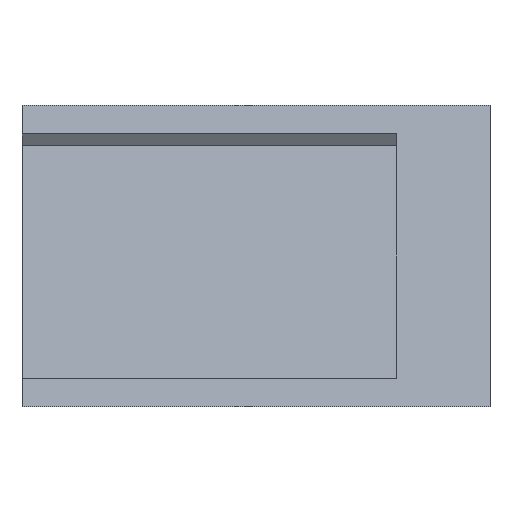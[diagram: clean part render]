
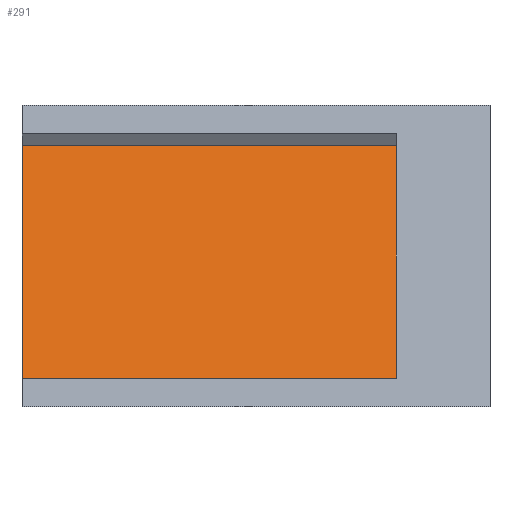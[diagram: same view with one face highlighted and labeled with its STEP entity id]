
A CAD part, front view. The second image highlights one B-rep face of the part: STEP entity #291.
In plain terms, the highlighted planar face has unit normal (0, -0.966, 0.259).
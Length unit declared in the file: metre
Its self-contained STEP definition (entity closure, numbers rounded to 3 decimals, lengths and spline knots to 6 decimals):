
#64=ORIENTED_EDGE('',*,*,#118,.F.);
#65=ORIENTED_EDGE('',*,*,#115,.F.);
#66=ORIENTED_EDGE('',*,*,#119,.T.);
#67=ORIENTED_EDGE('',*,*,#93,.F.);
#93=EDGE_CURVE('',#131,#132,#157,.T.);
#115=EDGE_CURVE('',#148,#149,#178,.T.);
#118=EDGE_CURVE('',#149,#131,#181,.T.);
#119=EDGE_CURVE('',#148,#132,#182,.T.);
#131=VERTEX_POINT('',#409);
#132=VERTEX_POINT('',#411);
#148=VERTEX_POINT('',#455);
#149=VERTEX_POINT('',#456);
#157=LINE('',#410,#193);
#178=LINE('',#454,#214);
#181=LINE('',#460,#217);
#182=LINE('',#462,#218);
#193=VECTOR('',#335,1.);
#214=VECTOR('',#370,1.);
#217=VECTOR('',#375,1.);
#218=VECTOR('',#378,1.);
#238=EDGE_LOOP('',(#64,#65,#66,#67));
#258=FACE_BOUND('',#238,.T.);
#276=PLANE('',#321);
#291=ADVANCED_FACE('',(#258),#276,.T.);
#321=AXIS2_PLACEMENT_3D('',#463,#379,#380);
#335=DIRECTION('',(0.,-0.259,-0.966));
#370=DIRECTION('',(0.,0.259,0.966));
#375=DIRECTION('',(1.,0.,0.));
#378=DIRECTION('',(1.,0.,0.));
#379=DIRECTION('',(0.,-0.966,0.259));
#380=DIRECTION('',(1.,0.,0.));
#409=CARTESIAN_POINT('',(0.12,0.011064,0.083793));
#410=CARTESIAN_POINT('',(0.12,0.000582,0.044673));
#411=CARTESIAN_POINT('',(0.12,-0.0099,0.005553));
#454=CARTESIAN_POINT('',(0.,0.000582,0.044673));
#455=CARTESIAN_POINT('',(0.,-0.0099,0.005553));
#456=CARTESIAN_POINT('',(0.,0.011064,0.083793));
#460=CARTESIAN_POINT('',(0.06,0.011064,0.083793));
#462=CARTESIAN_POINT('',(0.06,-0.0099,0.005553));
#463=CARTESIAN_POINT('',(0.075,0.000582,0.044673));
